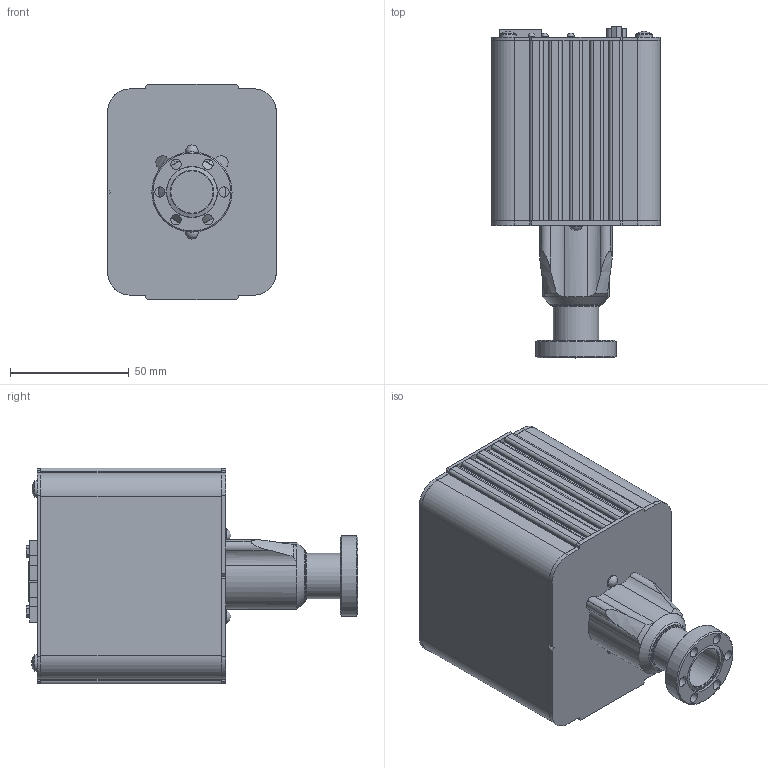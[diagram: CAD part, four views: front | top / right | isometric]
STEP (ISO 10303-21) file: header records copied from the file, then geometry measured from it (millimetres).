
FILE_DESCRIPTION (( 'STEP AP214' ), '1' );
FILE_NAME ('390, 392 EC, CF 1.33.STEP', '2019-08-26T17:08:44', ( 'mks' ), ( 'Microsoft' ), 'SwSTEP 2.0', 'SolidWorks 2015', '' );
FILE_SCHEMA (( 'AUTOMOTIVE_DESIGN' ));
Length unit declared in the file: inch
Products named in the file (1): 390, 392 EC, CF 1.33
Bounding box: 71.12 x 139.76 x 90.81 mm (x, y, z)
Volume: 517196.3 mm3; surface area: 49923.2 mm2
Topology: 1 solids, 1 shells, 375 faces, 938 edges, 601 vertices
Faces by surface type: plane 245, cylinder 106, cone 10, sphere 9, torus 4, bspline 1
Full cylindrical faces by diameter (mm): 3 x1, 3.81 x3, 4.216 x2, 4.318 x6, 4.445 x3, 5.359 x2, 6.888 x4, 17.78 x1, 18.288 x1, 19.05 x2, 19.304 x1, 19.812 x1, 19.888 x1, 21.285 x1, 21.463 x1, 28.016 x1, 33.782 x1
Entity records: 13006 total; most frequent: CARTESIAN_POINT 4031, DIRECTION 1913, ORIENTED_EDGE 1756, EDGE_CURVE 878, AXIS2_PLACEMENT_3D 676, VERTEX_POINT 585, LINE 561, VECTOR 561
